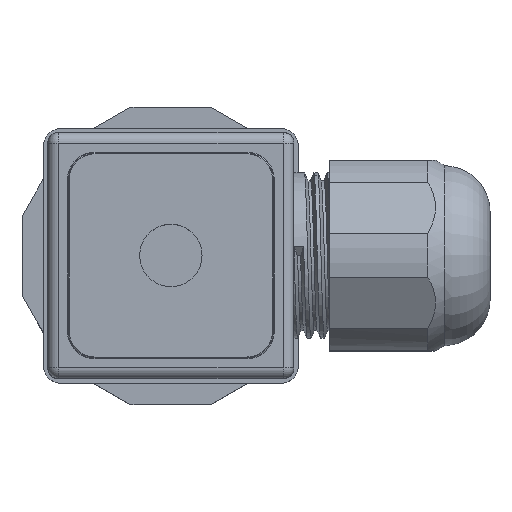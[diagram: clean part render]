
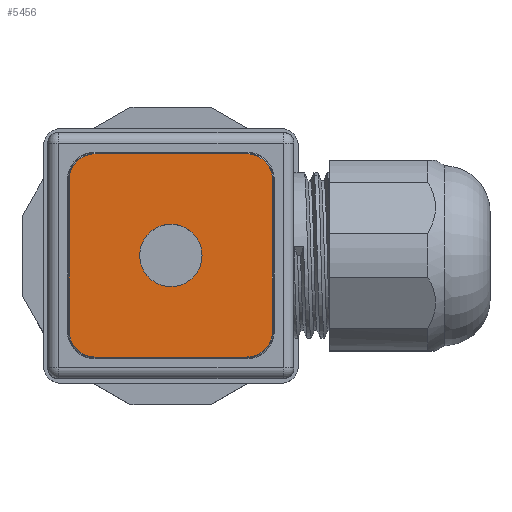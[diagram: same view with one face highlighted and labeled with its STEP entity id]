
A CAD part, top view. The second image highlights one B-rep face of the part: STEP entity #5456.
In plain terms, the highlighted planar face has unit normal (0, 0, 1).
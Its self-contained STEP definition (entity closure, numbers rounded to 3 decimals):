
#5456=ADVANCED_FACE('',(#12294,#12296),#12298,.T.);
#12294=FACE_BOUND('',#12295,.T.);
#12295=EDGE_LOOP('',(#18632,#18633,#18634,#18635,#18636,#18637,#18638,#18639));
#12296=FACE_BOUND('',#12297,.T.);
#12297=EDGE_LOOP('',(#18640));
#12298=PLANE('',#12299);
#12299=AXIS2_PLACEMENT_3D('',#12300,#12301,#12302);
#12300=CARTESIAN_POINT('',(0.,0.,31.));
#12301=DIRECTION('',(0.,0.,1.));
#12302=DIRECTION('',(1.,0.,0.));
#18632=ORIENTED_EDGE('',*,*,#20464,.T.);
#18633=ORIENTED_EDGE('',*,*,#20465,.F.);
#18634=ORIENTED_EDGE('',*,*,#20466,.T.);
#18635=ORIENTED_EDGE('',*,*,#20467,.F.);
#18636=ORIENTED_EDGE('',*,*,#20468,.T.);
#18637=ORIENTED_EDGE('',*,*,#20469,.F.);
#18638=ORIENTED_EDGE('',*,*,#20470,.T.);
#18639=ORIENTED_EDGE('',*,*,#20471,.F.);
#18640=ORIENTED_EDGE('',*,*,#20472,.T.);
#20464=EDGE_CURVE('',#22627,#22628,#22629,.T.);
#20465=EDGE_CURVE('',#22630,#22628,#22631,.F.);
#20466=EDGE_CURVE('',#22630,#22632,#22633,.T.);
#20467=EDGE_CURVE('',#22634,#22632,#22635,.F.);
#20468=EDGE_CURVE('',#22634,#22636,#22637,.T.);
#20469=EDGE_CURVE('',#22638,#22636,#22639,.F.);
#20470=EDGE_CURVE('',#22638,#22640,#22641,.T.);
#20471=EDGE_CURVE('',#22627,#22640,#22642,.F.);
#20472=EDGE_CURVE('',#22643,#22643,#22644,.F.);
#22627=VERTEX_POINT('',#30413);
#22628=VERTEX_POINT('',#30414);
#22629=LINE('',#30415,#30416);
#22630=VERTEX_POINT('',#30418);
#22631=CIRCLE('',#30419,2.9);
#22632=VERTEX_POINT('',#30423);
#22633=LINE('',#30424,#30425);
#22634=VERTEX_POINT('',#30427);
#22635=CIRCLE('',#30428,2.9);
#22636=VERTEX_POINT('',#30432);
#22637=LINE('',#30433,#30434);
#22638=VERTEX_POINT('',#30436);
#22639=CIRCLE('',#30437,2.9);
#22640=VERTEX_POINT('',#30441);
#22641=LINE('',#30442,#30443);
#22642=CIRCLE('',#30445,2.9);
#22643=VERTEX_POINT('',#30449);
#22644=CIRCLE('',#30450,3.5);
#30413=CARTESIAN_POINT('',(-8.5,-11.4,31.));
#30414=CARTESIAN_POINT('',(8.5,-11.4,31.));
#30415=CARTESIAN_POINT('',(-8.5,-11.4,31.));
#30416=VECTOR('',#30417,1.);
#30417=DIRECTION('',(1.,0.,0.));
#30418=CARTESIAN_POINT('',(11.4,-8.5,31.));
#30419=AXIS2_PLACEMENT_3D('',#30420,#30421,#30422);
#30420=CARTESIAN_POINT('',(8.5,-8.5,31.));
#30421=DIRECTION('',(-0.,0.,1.));
#30422=DIRECTION('',(0.,-1.,0.));
#30423=CARTESIAN_POINT('',(11.4,8.5,31.));
#30424=CARTESIAN_POINT('',(11.4,-8.5,31.));
#30425=VECTOR('',#30426,1.);
#30426=DIRECTION('',(0.,1.,0.));
#30427=CARTESIAN_POINT('',(8.5,11.4,31.));
#30428=AXIS2_PLACEMENT_3D('',#30429,#30430,#30431);
#30429=CARTESIAN_POINT('',(8.5,8.5,31.));
#30430=DIRECTION('',(0.,0.,1.));
#30431=DIRECTION('',(1.,0.,0.));
#30432=CARTESIAN_POINT('',(-8.5,11.4,31.));
#30433=CARTESIAN_POINT('',(8.5,11.4,31.));
#30434=VECTOR('',#30435,1.);
#30435=DIRECTION('',(-1.,0.,0.));
#30436=CARTESIAN_POINT('',(-11.4,8.5,31.));
#30437=AXIS2_PLACEMENT_3D('',#30438,#30439,#30440);
#30438=CARTESIAN_POINT('',(-8.5,8.5,31.));
#30439=DIRECTION('',(0.,0.,1.));
#30440=DIRECTION('',(0.,1.,0.));
#30441=CARTESIAN_POINT('',(-11.4,-8.5,31.));
#30442=CARTESIAN_POINT('',(-11.4,8.5,31.));
#30443=VECTOR('',#30444,1.);
#30444=DIRECTION('',(0.,-1.,0.));
#30445=AXIS2_PLACEMENT_3D('',#30446,#30447,#30448);
#30446=CARTESIAN_POINT('',(-8.5,-8.5,31.));
#30447=DIRECTION('',(0.,0.,1.));
#30448=DIRECTION('',(-1.,0.,0.));
#30449=CARTESIAN_POINT('',(3.5,0.,31.));
#30450=AXIS2_PLACEMENT_3D('',#30451,#30452,#30453);
#30451=CARTESIAN_POINT('',(0.,0.,31.));
#30452=DIRECTION('',(0.,0.,1.));
#30453=DIRECTION('',(1.,0.,0.));
